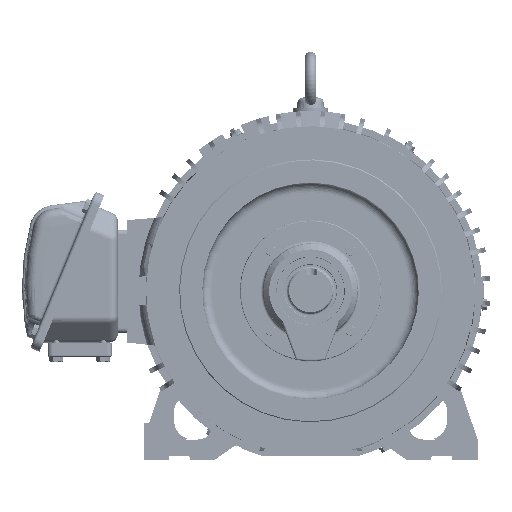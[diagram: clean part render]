
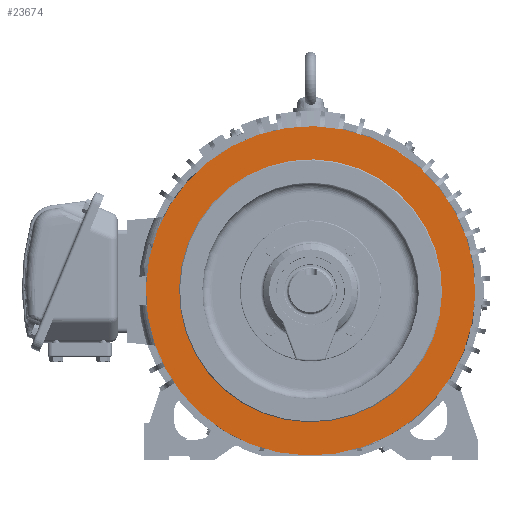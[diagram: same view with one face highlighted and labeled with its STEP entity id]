
A CAD part, left-side view. The second image highlights one B-rep face of the part: STEP entity #23674.
In plain terms, the highlighted planar face has unit normal (-1, 0, 0).
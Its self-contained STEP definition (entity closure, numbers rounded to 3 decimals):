
#23613=CARTESIAN_POINT('Vertex',(-144.7,-66.976,-122.598)) ;
#23616=CARTESIAN_POINT('Axis2P3D Location',(-144.7,0.,0.)) ;
#23620=CARTESIAN_POINT('Vertex',(-144.7,66.976,122.598)) ;
#23635=CARTESIAN_POINT('Axis2P3D Location',(-144.7,0.,0.)) ;
#23647=CARTESIAN_POINT('Axis2P3D Location',(-144.7,0.,175.)) ;
#23652=CARTESIAN_POINT('Axis2P3D Location',(-144.7,0.,0.)) ;
#23656=CARTESIAN_POINT('Vertex',(-144.7,-83.899,-153.577)) ;
#23658=CARTESIAN_POINT('Vertex',(-144.7,83.899,153.577)) ;
#23661=CARTESIAN_POINT('Axis2P3D Location',(-144.7,0.,0.)) ;
#23617=DIRECTION('Axis2P3D Direction',(-1.,0.,0.)) ;
#23636=DIRECTION('Axis2P3D Direction',(-1.,0.,0.)) ;
#23648=DIRECTION('Axis2P3D Direction',(-1.,0.,0.)) ;
#23649=DIRECTION('Axis2P3D XDirection',(0.,1.,0.)) ;
#23653=DIRECTION('Axis2P3D Direction',(-1.,0.,0.)) ;
#23662=DIRECTION('Axis2P3D Direction',(-1.,0.,0.)) ;
#23618=AXIS2_PLACEMENT_3D('Circle Axis2P3D',#23616,#23617,$) ;
#23637=AXIS2_PLACEMENT_3D('Circle Axis2P3D',#23635,#23636,$) ;
#23650=AXIS2_PLACEMENT_3D('Plane Axis2P3D',#23647,#23648,#23649) ;
#23654=AXIS2_PLACEMENT_3D('Circle Axis2P3D',#23652,#23653,$) ;
#23663=AXIS2_PLACEMENT_3D('Circle Axis2P3D',#23661,#23662,$) ;
#23667=ORIENTED_EDGE('',*,*,#23660,.T.) ;
#23668=ORIENTED_EDGE('',*,*,#23665,.T.) ;
#23671=ORIENTED_EDGE('',*,*,#23639,.F.) ;
#23672=ORIENTED_EDGE('',*,*,#23622,.F.) ;
#23673=FACE_BOUND('',#23670,.T.) ;
#23674=ADVANCED_FACE('31103B799.1',(#23669,#23673),#23651,.T.) ;
#23619=CIRCLE('generated circle',#23618,139.7) ;
#23638=CIRCLE('generated circle',#23637,139.7) ;
#23655=CIRCLE('generated circle',#23654,175.) ;
#23664=CIRCLE('generated circle',#23663,175.) ;
#23622=EDGE_CURVE('',#23614,#23621,#23619,.T.) ;
#23639=EDGE_CURVE('',#23621,#23614,#23638,.T.) ;
#23660=EDGE_CURVE('',#23657,#23659,#23655,.T.) ;
#23665=EDGE_CURVE('',#23659,#23657,#23664,.T.) ;
#23666=EDGE_LOOP('',(#23667,#23668)) ;
#23670=EDGE_LOOP('',(#23671,#23672)) ;
#23669=FACE_OUTER_BOUND('',#23666,.T.) ;
#23651=PLANE('Plane',#23650) ;
#23614=VERTEX_POINT('',#23613) ;
#23621=VERTEX_POINT('',#23620) ;
#23657=VERTEX_POINT('',#23656) ;
#23659=VERTEX_POINT('',#23658) ;
